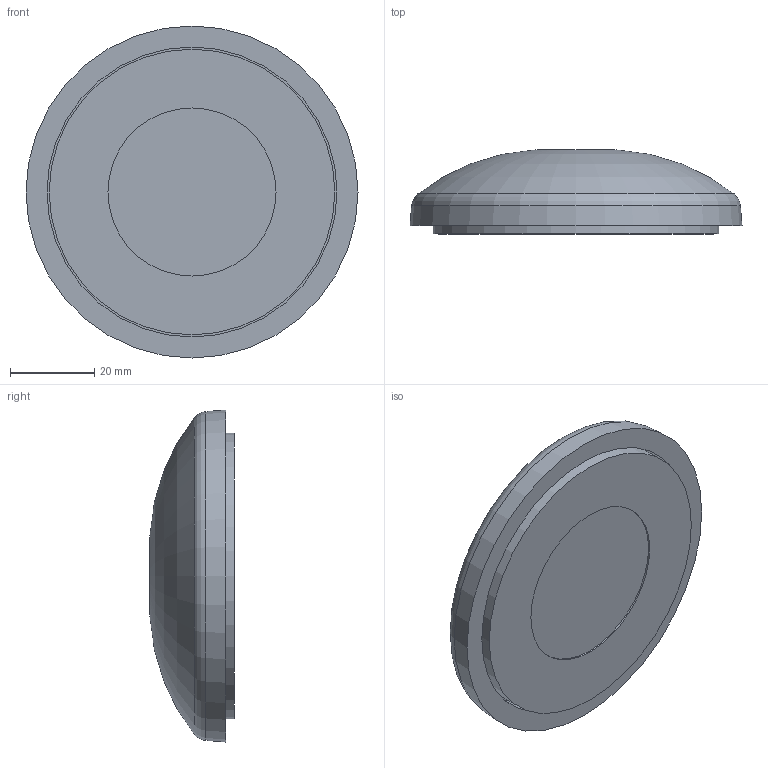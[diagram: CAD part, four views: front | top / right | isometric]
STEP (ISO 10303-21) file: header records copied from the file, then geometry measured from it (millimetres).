
FILE_DESCRIPTION(/* description */ ('STEP AP214'),/* implementation_level */ '2;1');
FILE_NAME(/* name */ '098D080ZSG',/* time_stamp */ '2022-07-14T16:37:15+02:00',/* author */ ('License CC BY-ND 4.0'),/* organization */ ('CADENAS'),/* preprocessor_version */ 'ST-DEVELOPER v18.102',/* originating_system */ 'PARTsolutions',/* authorisation */ ' ');
FILE_SCHEMA (('AUTOMOTIVE_DESIGN {1 0 10303 214 3 1 1}'));
Length unit declared in the file: millimetre
Products named in the file (1): 098D080ZSG
Bounding box: 79 x 20 x 79 mm (x, y, z)
Volume: 68167.7 mm3; surface area: 15182.5 mm2
Topology: 1 solids, 2 shells, 18 faces, 30 edges, 19 vertices
Faces by surface type: plane 7, cylinder 5, cone 3, torus 2, sphere 1
Full cylindrical faces by diameter (mm): 14.8 x1, 15.5 x1, 40 x1, 68 x1, 69 x1
Entity records: 506 total; most frequent: DIRECTION 72, CARTESIAN_POINT 53, AXIS2_PLACEMENT_3D 36, ORIENTED_EDGE 34, EDGE_LOOP 34, FACE_BOUND 34, STYLED_ITEM 18, PRESENTATION_STYLE_ASSIGNMENT 18
